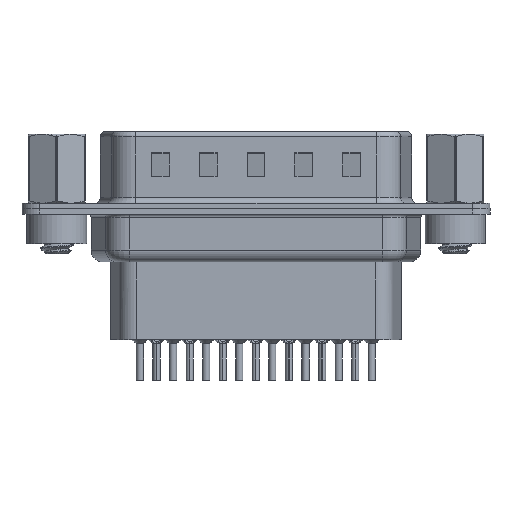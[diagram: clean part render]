
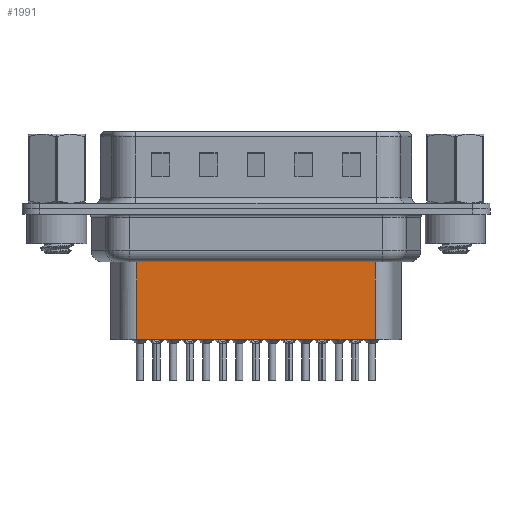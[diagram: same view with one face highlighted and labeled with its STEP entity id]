
A CAD part, front view. The second image highlights one B-rep face of the part: STEP entity #1991.
In plain terms, the highlighted planar face has unit normal (0, -1, 0).
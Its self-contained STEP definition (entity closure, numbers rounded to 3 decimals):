
#1991 = ADVANCED_FACE ( 'NONE', ( #11271 ), #11538, .T. ) ;
#2240 = LINE ( 'NONE', #5698, #14442 ) ;
#3645 = VECTOR ( 'NONE', #12268, 1000. ) ;
#4295 = CARTESIAN_POINT ( 'NONE',  ( 26.619, -3.5, -3.1 ) ) ;
#5261 = ORIENTED_EDGE ( 'NONE', *, *, #16859, .T. ) ;
#5698 = CARTESIAN_POINT ( 'NONE',  ( 6.681, -3.5, -3.1 ) ) ;
#6087 = VERTEX_POINT ( 'NONE', #19098 ) ;
#6477 = VECTOR ( 'NONE', #23491, 1000. ) ;
#7127 = EDGE_CURVE ( 'NONE', #6087, #10766, #22059, .T. ) ;
#7825 = ORIENTED_EDGE ( 'NONE', *, *, #7127, .F. ) ;
#8916 = CARTESIAN_POINT ( 'NONE',  ( 6.681, -3.5, -4.097 ) ) ;
#10766 = VERTEX_POINT ( 'NONE', #18240 ) ;
#11201 = CARTESIAN_POINT ( 'NONE',  ( 26.619, -3.5, -4.097 ) ) ;
#11271 = FACE_OUTER_BOUND ( 'NONE', #15410, .T. ) ;
#11538 = PLANE ( 'NONE',  #13439 ) ;
#11726 = CARTESIAN_POINT ( 'NONE',  ( 6.434, -3.5, -4.097 ) ) ;
#12268 = DIRECTION ( 'NONE',  ( -1., 0., 0. ) ) ;
#12360 = DIRECTION ( 'NONE',  ( 0., 0., -1. ) ) ;
#13439 = AXIS2_PLACEMENT_3D ( 'NONE', #17606, #23554, #15759 ) ;
#14442 = VECTOR ( 'NONE', #23685, 1000. ) ;
#14780 = EDGE_CURVE ( 'NONE', #20931, #6087, #24510, .T. ) ;
#15410 = EDGE_LOOP ( 'NONE', ( #19878, #25775, #5261, #7825 ) ) ;
#15759 = DIRECTION ( 'NONE',  ( 1., 0., 0. ) ) ;
#16859 = EDGE_CURVE ( 'NONE', #21417, #10766, #2240, .T. ) ;
#17606 = CARTESIAN_POINT ( 'NONE',  ( 6.681, -3.5, -3.1 ) ) ;
#18240 = CARTESIAN_POINT ( 'NONE',  ( 6.681, -3.5, -10.95 ) ) ;
#18420 = EDGE_CURVE ( 'NONE', #20931, #21417, #21649, .T. ) ;
#19098 = CARTESIAN_POINT ( 'NONE',  ( 26.619, -3.5, -10.95 ) ) ;
#19865 = VECTOR ( 'NONE', #12360, 1000. ) ;
#19878 = ORIENTED_EDGE ( 'NONE', *, *, #14780, .F. ) ;
#20931 = VERTEX_POINT ( 'NONE', #11201 ) ;
#21417 = VERTEX_POINT ( 'NONE', #8916 ) ;
#21649 = LINE ( 'NONE', #11726, #6477 ) ;
#22059 = LINE ( 'NONE', #26006, #3645 ) ;
#23491 = DIRECTION ( 'NONE',  ( -1., 0., 0. ) ) ;
#23554 = DIRECTION ( 'NONE',  ( 0., -1., 0. ) ) ;
#23685 = DIRECTION ( 'NONE',  ( 0., 0., -1. ) ) ;
#24510 = LINE ( 'NONE', #4295, #19865 ) ;
#25775 = ORIENTED_EDGE ( 'NONE', *, *, #18420, .T. ) ;
#26006 = CARTESIAN_POINT ( 'NONE',  ( 6.681, -3.5, -10.95 ) ) ;
